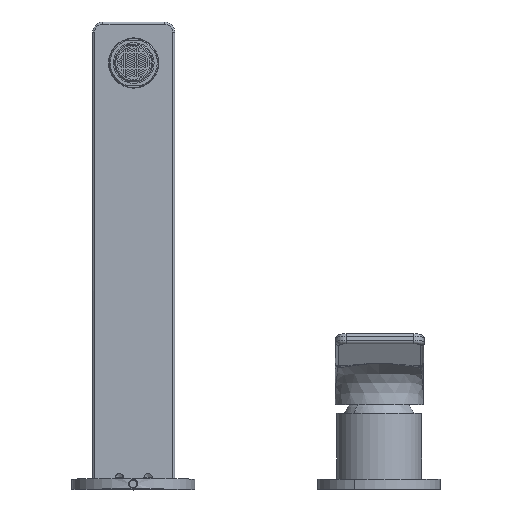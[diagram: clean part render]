
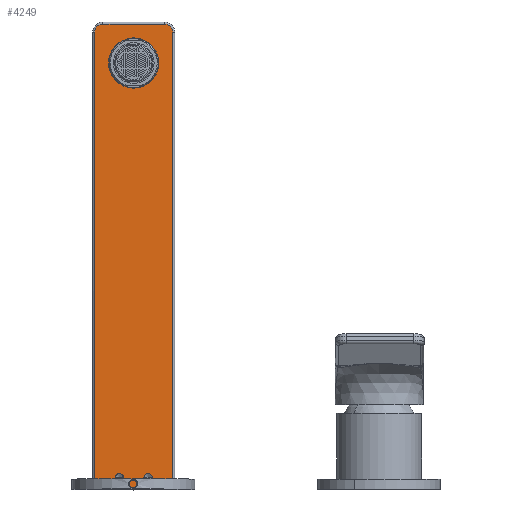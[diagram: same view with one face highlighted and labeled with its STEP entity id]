
A CAD part, front view. The second image highlights one B-rep face of the part: STEP entity #4249.
In plain terms, the highlighted planar face has unit normal (0, -1, 0).
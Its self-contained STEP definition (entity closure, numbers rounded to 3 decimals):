
#896 = CARTESIAN_POINT ( 'NONE',  ( -56.485, 5.234, 223.076 ) ) ;
#1390 = DIRECTION ( 'NONE',  ( 1., 0., 0. ) ) ;
#1709 = DIRECTION ( 'NONE',  ( 0., -1., 0. ) ) ;
#1838 = VERTEX_POINT ( 'NONE', #14386 ) ;
#2274 = ORIENTED_EDGE ( 'NONE', *, *, #20367, .F. ) ;
#2292 = CARTESIAN_POINT ( 'NONE',  ( -68.385, 5.234, 223.076 ) ) ;
#2625 = CIRCLE ( 'NONE', #4712, 2.1 ) ;
#2751 = EDGE_CURVE ( 'NONE', #1838, #11055, #14006, .T. ) ;
#3649 = EDGE_CURVE ( 'NONE', #11419, #10939, #8034, .T. ) ;
#3706 = DIRECTION ( 'NONE',  ( 0., -1., 0. ) ) ;
#3855 = DIRECTION ( 'NONE',  ( 1., 0., 0. ) ) ;
#4249 = ADVANCED_FACE ( 'NONE', ( #18316, #18817, #18850, #14284 ), #20638, .T. ) ;
#4340 = DIRECTION ( 'NONE',  ( 1., 0., 0. ) ) ;
#4410 = DIRECTION ( 'NONE',  ( 0., -1., 0. ) ) ;
#4627 = ORIENTED_EDGE ( 'NONE', *, *, #6411, .T. ) ;
#4672 = VERTEX_POINT ( 'NONE', #13224 ) ;
#4678 = CARTESIAN_POINT ( 'NONE',  ( -43.485, 5.234, 217.326 ) ) ;
#4712 = AXIS2_PLACEMENT_3D ( 'NONE', #7750, #4410, #4340 ) ;
#5002 = AXIS2_PLACEMENT_3D ( 'NONE', #13428, #20403, #8225 ) ;
#5154 = LINE ( 'NONE', #16532, #7069 ) ;
#5257 = VECTOR ( 'NONE', #15820, 1000. ) ;
#6294 = ORIENTED_EDGE ( 'NONE', *, *, #21459, .T. ) ;
#6331 = DIRECTION ( 'NONE',  ( 0., -1., 0. ) ) ;
#6395 = VERTEX_POINT ( 'NONE', #19318 ) ;
#6411 = EDGE_CURVE ( 'NONE', #4672, #18731, #18301, .T. ) ;
#6456 = CARTESIAN_POINT ( 'NONE',  ( -44.485, 5.234, 440.326 ) ) ;
#6550 = CARTESIAN_POINT ( 'NONE',  ( -75.735, 5.234, 425.326 ) ) ;
#6762 = ORIENTED_EDGE ( 'NONE', *, *, #9308, .T. ) ;
#7021 = AXIS2_PLACEMENT_3D ( 'NONE', #18819, #22257, #1390 ) ;
#7069 = VECTOR ( 'NONE', #11202, 1000. ) ;
#7189 = VERTEX_POINT ( 'NONE', #19592 ) ;
#7531 = ORIENTED_EDGE ( 'NONE', *, *, #14488, .T. ) ;
#7683 = ORIENTED_EDGE ( 'NONE', *, *, #3649, .F. ) ;
#7750 = CARTESIAN_POINT ( 'NONE',  ( -70.485, 5.234, 223.076 ) ) ;
#7998 = ORIENTED_EDGE ( 'NONE', *, *, #10444, .F. ) ;
#8034 = CIRCLE ( 'NONE', #15425, 2.1 ) ;
#8225 = DIRECTION ( 'NONE',  ( -1., 0., 0. ) ) ;
#8852 = CIRCLE ( 'NONE', #17619, 4. ) ;
#8863 = DIRECTION ( 'NONE',  ( 0., 0., 1. ) ) ;
#8952 = AXIS2_PLACEMENT_3D ( 'NONE', #896, #16607, #13053 ) ;
#9033 = CIRCLE ( 'NONE', #15970, 4. ) ;
#9308 = EDGE_CURVE ( 'NONE', #20809, #4672, #8852, .T. ) ;
#9325 = VERTEX_POINT ( 'NONE', #6550 ) ;
#9582 = ORIENTED_EDGE ( 'NONE', *, *, #19248, .T. ) ;
#9717 = DIRECTION ( 'NONE',  ( -1., 0., 0. ) ) ;
#9782 = VERTEX_POINT ( 'NONE', #6456 ) ;
#10444 = EDGE_CURVE ( 'NONE', #13508, #18731, #13682, .T. ) ;
#10567 = CARTESIAN_POINT ( 'NONE',  ( -82.485, 5.234, 217.326 ) ) ;
#10844 = CARTESIAN_POINT ( 'NONE',  ( -44.485, 5.234, 440.326 ) ) ;
#10913 = CARTESIAN_POINT ( 'NONE',  ( -70.485, 5.234, 223.076 ) ) ;
#10939 = VERTEX_POINT ( 'NONE', #21763 ) ;
#11055 = VERTEX_POINT ( 'NONE', #20331 ) ;
#11202 = DIRECTION ( 'NONE',  ( -1., 0., 0. ) ) ;
#11419 = VERTEX_POINT ( 'NONE', #2292 ) ;
#11690 = AXIS2_PLACEMENT_3D ( 'NONE', #15545, #12241, #20679 ) ;
#11969 = DIRECTION ( 'NONE',  ( 0., -1., 0. ) ) ;
#12241 = DIRECTION ( 'NONE',  ( 0., 1., 0. ) ) ;
#12574 = VECTOR ( 'NONE', #9717, 1000. ) ;
#13053 = DIRECTION ( 'NONE',  ( 1., 0., 0. ) ) ;
#13224 = CARTESIAN_POINT ( 'NONE',  ( -82.485, 5.234, 440.326 ) ) ;
#13428 = CARTESIAN_POINT ( 'NONE',  ( -63.485, 5.234, 425.326 ) ) ;
#13508 = VERTEX_POINT ( 'NONE', #14657 ) ;
#13682 = LINE ( 'NONE', #4678, #12574 ) ;
#14006 = CIRCLE ( 'NONE', #8952, 2.1 ) ;
#14252 = CIRCLE ( 'NONE', #7021, 2.1 ) ;
#14284 = FACE_OUTER_BOUND ( 'NONE', #15757, .T. ) ;
#14386 = CARTESIAN_POINT ( 'NONE',  ( -58.585, 5.234, 223.076 ) ) ;
#14488 = EDGE_CURVE ( 'NONE', #9782, #6395, #9033, .T. ) ;
#14536 = EDGE_CURVE ( 'NONE', #9325, #7189, #20922, .T. ) ;
#14657 = CARTESIAN_POINT ( 'NONE',  ( -44.485, 5.234, 217.326 ) ) ;
#15188 = DIRECTION ( 'NONE',  ( 1., 0., 0. ) ) ;
#15425 = AXIS2_PLACEMENT_3D ( 'NONE', #10913, #3706, #3855 ) ;
#15545 = CARTESIAN_POINT ( 'NONE',  ( -63.485, 5.234, 425.326 ) ) ;
#15757 = EDGE_LOOP ( 'NONE', ( #6762, #4627, #7998, #6294, #7531, #9582 ) ) ;
#15781 = EDGE_LOOP ( 'NONE', ( #16917, #20357 ) ) ;
#15820 = DIRECTION ( 'NONE',  ( 0., 0., -1. ) ) ;
#15970 = AXIS2_PLACEMENT_3D ( 'NONE', #20267, #6331, #16758 ) ;
#16374 = ORIENTED_EDGE ( 'NONE', *, *, #2751, .F. ) ;
#16532 = CARTESIAN_POINT ( 'NONE',  ( -78.485, 5.234, 444.326 ) ) ;
#16607 = DIRECTION ( 'NONE',  ( 0., -1., 0. ) ) ;
#16758 = DIRECTION ( 'NONE',  ( 1., 0., 0. ) ) ;
#16917 = ORIENTED_EDGE ( 'NONE', *, *, #14536, .T. ) ;
#16988 = VECTOR ( 'NONE', #8863, 1000. ) ;
#17470 = EDGE_LOOP ( 'NONE', ( #7683, #2274 ) ) ;
#17619 = AXIS2_PLACEMENT_3D ( 'NONE', #21982, #11969, #15188 ) ;
#17698 = CARTESIAN_POINT ( 'NONE',  ( -78.485, 5.234, 444.326 ) ) ;
#17816 = ORIENTED_EDGE ( 'NONE', *, *, #18630, .F. ) ;
#18301 = LINE ( 'NONE', #21122, #5257 ) ;
#18316 = FACE_BOUND ( 'NONE', #19807, .T. ) ;
#18630 = EDGE_CURVE ( 'NONE', #11055, #1838, #14252, .T. ) ;
#18673 = EDGE_CURVE ( 'NONE', #7189, #9325, #19338, .T. ) ;
#18731 = VERTEX_POINT ( 'NONE', #10567 ) ;
#18817 = FACE_BOUND ( 'NONE', #17470, .T. ) ;
#18819 = CARTESIAN_POINT ( 'NONE',  ( -56.485, 5.234, 223.076 ) ) ;
#18850 = FACE_BOUND ( 'NONE', #15781, .T. ) ;
#19229 = CARTESIAN_POINT ( 'NONE',  ( -63.485, 5.234, 331.326 ) ) ;
#19248 = EDGE_CURVE ( 'NONE', #6395, #20809, #5154, .T. ) ;
#19318 = CARTESIAN_POINT ( 'NONE',  ( -48.485, 5.234, 444.326 ) ) ;
#19338 = CIRCLE ( 'NONE', #11690, 12.25 ) ;
#19592 = CARTESIAN_POINT ( 'NONE',  ( -51.235, 5.234, 425.326 ) ) ;
#19807 = EDGE_LOOP ( 'NONE', ( #17816, #16374 ) ) ;
#20197 = LINE ( 'NONE', #10844, #16988 ) ;
#20267 = CARTESIAN_POINT ( 'NONE',  ( -48.485, 5.234, 440.326 ) ) ;
#20331 = CARTESIAN_POINT ( 'NONE',  ( -54.385, 5.234, 223.076 ) ) ;
#20357 = ORIENTED_EDGE ( 'NONE', *, *, #18673, .T. ) ;
#20367 = EDGE_CURVE ( 'NONE', #10939, #11419, #2625, .T. ) ;
#20403 = DIRECTION ( 'NONE',  ( 0., 1., 0. ) ) ;
#20565 = DIRECTION ( 'NONE',  ( 1., 0., 0. ) ) ;
#20638 = PLANE ( 'NONE',  #21436 ) ;
#20679 = DIRECTION ( 'NONE',  ( -1., 0., 0. ) ) ;
#20809 = VERTEX_POINT ( 'NONE', #17698 ) ;
#20922 = CIRCLE ( 'NONE', #5002, 12.25 ) ;
#21122 = CARTESIAN_POINT ( 'NONE',  ( -82.485, 5.234, 217.326 ) ) ;
#21436 = AXIS2_PLACEMENT_3D ( 'NONE', #19229, #1709, #20565 ) ;
#21459 = EDGE_CURVE ( 'NONE', #13508, #9782, #20197, .T. ) ;
#21763 = CARTESIAN_POINT ( 'NONE',  ( -72.585, 5.234, 223.076 ) ) ;
#21982 = CARTESIAN_POINT ( 'NONE',  ( -78.485, 5.234, 440.326 ) ) ;
#22257 = DIRECTION ( 'NONE',  ( 0., -1., 0. ) ) ;
